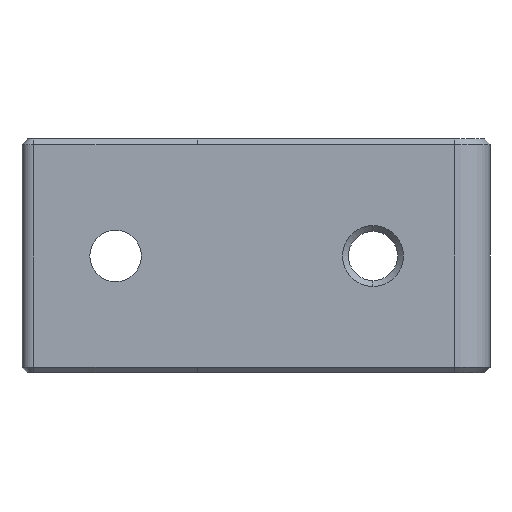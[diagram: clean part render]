
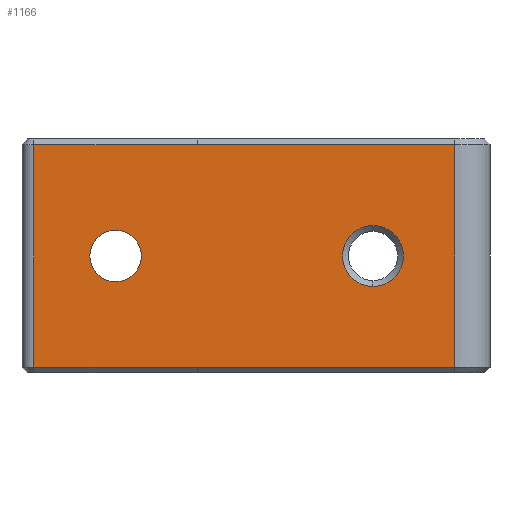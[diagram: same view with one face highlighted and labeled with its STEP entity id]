
A CAD part, front view. The second image highlights one B-rep face of the part: STEP entity #1166.
In plain terms, the highlighted planar face has unit normal (0, -1, 0).
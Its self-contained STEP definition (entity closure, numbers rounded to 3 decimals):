
#15 = EDGE_CURVE ( 'NONE', #47, #821, #1228, .T. ) ;
#41 = CARTESIAN_POINT ( 'NONE',  ( 15., -10., 19.5 ) ) ;
#47 = VERTEX_POINT ( 'NONE', #760 ) ;
#57 = EDGE_CURVE ( 'NONE', #567, #380, #958, .T. ) ;
#81 = DIRECTION ( 'NONE',  ( 0., 0., 1. ) ) ;
#88 = AXIS2_PLACEMENT_3D ( 'NONE', #1271, #524, #537 ) ;
#106 = DIRECTION ( 'NONE',  ( 0., 0., -1. ) ) ;
#112 = DIRECTION ( 'NONE',  ( 1., 0., 0. ) ) ;
#135 = CARTESIAN_POINT ( 'NONE',  ( -7., -10., 0.5 ) ) ;
#202 = CARTESIAN_POINT ( 'NONE',  ( -14., -10., 10. ) ) ;
#212 = LINE ( 'NONE', #1005, #1394 ) ;
#236 = CARTESIAN_POINT ( 'NONE',  ( 8., -10., 10. ) ) ;
#265 = EDGE_LOOP ( 'NONE', ( #1378, #943 ) ) ;
#296 = DIRECTION ( 'NONE',  ( 0., 0., -1. ) ) ;
#316 = VERTEX_POINT ( 'NONE', #1561 ) ;
#340 = AXIS2_PLACEMENT_3D ( 'NONE', #1328, #595, #967 ) ;
#343 = DIRECTION ( 'NONE',  ( 0., 0., -1. ) ) ;
#365 = CARTESIAN_POINT ( 'NONE',  ( 18., -10., 19.5 ) ) ;
#373 = LINE ( 'NONE', #671, #611 ) ;
#380 = VERTEX_POINT ( 'NONE', #847 ) ;
#397 = FACE_OUTER_BOUND ( 'NONE', #660, .T. ) ;
#404 = DIRECTION ( 'NONE',  ( 0., 0., 1. ) ) ;
#431 = ORIENTED_EDGE ( 'NONE', *, *, #702, .F. ) ;
#432 = CARTESIAN_POINT ( 'NONE',  ( -14., -10., 12.2 ) ) ;
#437 = VECTOR ( 'NONE', #296, 1000. ) ;
#442 = LINE ( 'NONE', #1552, #949 ) ;
#448 = EDGE_CURVE ( 'NONE', #380, #567, #1445, .T. ) ;
#462 = EDGE_CURVE ( 'NONE', #1131, #316, #1139, .T. ) ;
#484 = ORIENTED_EDGE ( 'NONE', *, *, #57, .F. ) ;
#524 = DIRECTION ( 'NONE',  ( 0., -1., 0. ) ) ;
#537 = DIRECTION ( 'NONE',  ( 0., 0., -1. ) ) ;
#565 = LINE ( 'NONE', #1038, #437 ) ;
#567 = VERTEX_POINT ( 'NONE', #959 ) ;
#595 = DIRECTION ( 'NONE',  ( 0., -1., 0. ) ) ;
#611 = VECTOR ( 'NONE', #112, 1000. ) ;
#621 = CARTESIAN_POINT ( 'NONE',  ( 15., -10., 0.5 ) ) ;
#651 = VERTEX_POINT ( 'NONE', #621 ) ;
#660 = EDGE_LOOP ( 'NONE', ( #802, #997, #963, #431, #1255, #1329 ) ) ;
#671 = CARTESIAN_POINT ( 'NONE',  ( -7., -10., 0.5 ) ) ;
#672 = DIRECTION ( 'NONE',  ( 0., -1., 0. ) ) ;
#678 = VECTOR ( 'NONE', #1249, 1000. ) ;
#702 = EDGE_CURVE ( 'NONE', #813, #651, #565, .T. ) ;
#728 = DIRECTION ( 'NONE',  ( 0., -1., 0. ) ) ;
#732 = VERTEX_POINT ( 'NONE', #1060 ) ;
#744 = DIRECTION ( 'NONE',  ( 0., 1., 0. ) ) ;
#760 = CARTESIAN_POINT ( 'NONE',  ( -7., -10., 19.5 ) ) ;
#778 = AXIS2_PLACEMENT_3D ( 'NONE', #236, #672, #404 ) ;
#802 = ORIENTED_EDGE ( 'NONE', *, *, #1631, .T. ) ;
#813 = VERTEX_POINT ( 'NONE', #41 ) ;
#821 = VERTEX_POINT ( 'NONE', #1517 ) ;
#847 = CARTESIAN_POINT ( 'NONE',  ( 8., -10., 12.6 ) ) ;
#877 = DIRECTION ( 'NONE',  ( -1., 0., 0. ) ) ;
#909 = VECTOR ( 'NONE', #106, 1000. ) ;
#943 = ORIENTED_EDGE ( 'NONE', *, *, #462, .F. ) ;
#949 = VECTOR ( 'NONE', #1044, 1000. ) ;
#958 = CIRCLE ( 'NONE', #778, 2.6 ) ;
#959 = CARTESIAN_POINT ( 'NONE',  ( 8., -10., 7.4 ) ) ;
#963 = ORIENTED_EDGE ( 'NONE', *, *, #1495, .F. ) ;
#966 = ORIENTED_EDGE ( 'NONE', *, *, #448, .F. ) ;
#967 = DIRECTION ( 'NONE',  ( 0., 0., 1. ) ) ;
#982 = EDGE_LOOP ( 'NONE', ( #484, #966 ) ) ;
#988 = LINE ( 'NONE', #1244, #909 ) ;
#997 = ORIENTED_EDGE ( 'NONE', *, *, #1516, .T. ) ;
#1005 = CARTESIAN_POINT ( 'NONE',  ( -45., -10., 0.5 ) ) ;
#1038 = CARTESIAN_POINT ( 'NONE',  ( 15., -10., 20. ) ) ;
#1040 = AXIS2_PLACEMENT_3D ( 'NONE', #202, #728, #343 ) ;
#1042 = CIRCLE ( 'NONE', #88, 2.2 ) ;
#1044 = DIRECTION ( 'NONE',  ( 1., 0., 0. ) ) ;
#1060 = CARTESIAN_POINT ( 'NONE',  ( -21., -10., 0.5 ) ) ;
#1068 = CARTESIAN_POINT ( 'NONE',  ( 18., -10., 20. ) ) ;
#1131 = VERTEX_POINT ( 'NONE', #432 ) ;
#1139 = CIRCLE ( 'NONE', #1040, 2.2 ) ;
#1166 = ADVANCED_FACE ( 'NONE', ( #1397, #397, #1414 ), #1372, .F. ) ;
#1228 = LINE ( 'NONE', #365, #678 ) ;
#1244 = CARTESIAN_POINT ( 'NONE',  ( -21., -10., 0. ) ) ;
#1249 = DIRECTION ( 'NONE',  ( -1., 0., 0. ) ) ;
#1255 = ORIENTED_EDGE ( 'NONE', *, *, #1533, .F. ) ;
#1271 = CARTESIAN_POINT ( 'NONE',  ( -14., -10., 10. ) ) ;
#1328 = CARTESIAN_POINT ( 'NONE',  ( 8., -10., 10. ) ) ;
#1329 = ORIENTED_EDGE ( 'NONE', *, *, #15, .T. ) ;
#1372 = PLANE ( 'NONE',  #1405 ) ;
#1378 = ORIENTED_EDGE ( 'NONE', *, *, #1506, .F. ) ;
#1394 = VECTOR ( 'NONE', #877, 1000. ) ;
#1397 = FACE_BOUND ( 'NONE', #265, .T. ) ;
#1405 = AXIS2_PLACEMENT_3D ( 'NONE', #1068, #744, #81 ) ;
#1414 = FACE_BOUND ( 'NONE', #982, .T. ) ;
#1445 = CIRCLE ( 'NONE', #340, 2.6 ) ;
#1449 = VERTEX_POINT ( 'NONE', #135 ) ;
#1495 = EDGE_CURVE ( 'NONE', #651, #1449, #212, .T. ) ;
#1506 = EDGE_CURVE ( 'NONE', #316, #1131, #1042, .T. ) ;
#1516 = EDGE_CURVE ( 'NONE', #732, #1449, #373, .T. ) ;
#1517 = CARTESIAN_POINT ( 'NONE',  ( -21., -10., 19.5 ) ) ;
#1533 = EDGE_CURVE ( 'NONE', #47, #813, #442, .T. ) ;
#1552 = CARTESIAN_POINT ( 'NONE',  ( 18., -10., 19.5 ) ) ;
#1561 = CARTESIAN_POINT ( 'NONE',  ( -14., -10., 7.8 ) ) ;
#1631 = EDGE_CURVE ( 'NONE', #821, #732, #988, .T. ) ;
